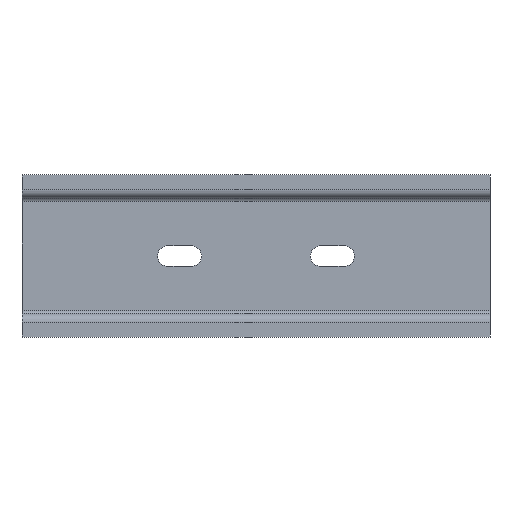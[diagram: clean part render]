
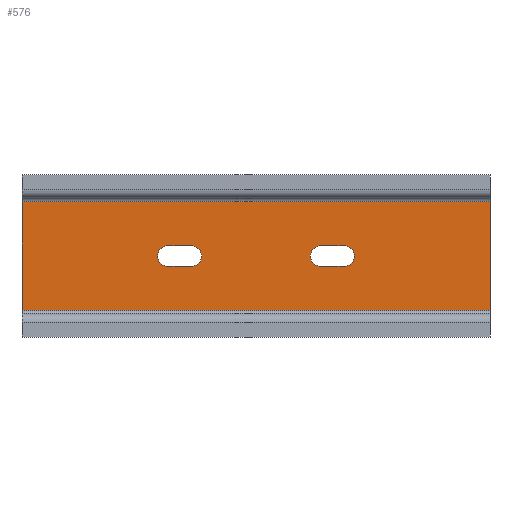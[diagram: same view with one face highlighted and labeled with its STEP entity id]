
A CAD part, top view. The second image highlights one B-rep face of the part: STEP entity #576.
In plain terms, the highlighted planar face has unit normal (0, 0, 1).
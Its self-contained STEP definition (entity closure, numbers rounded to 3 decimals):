
#15=FACE_BOUND('',#97,.T.);
#16=FACE_BOUND('',#98,.T.);
#20=CIRCLE('',#618,2.25);
#22=CIRCLE('',#622,2.25);
#24=CIRCLE('',#625,2.25);
#26=CIRCLE('',#629,2.25);
#66=FACE_OUTER_BOUND('',#96,.T.);
#96=EDGE_LOOP('',(#423,#424,#425,#426));
#97=EDGE_LOOP('',(#427,#428,#429,#430));
#98=EDGE_LOOP('',(#431,#432,#433,#434));
#121=LINE('',#847,#181);
#125=LINE('',#859,#185);
#131=LINE('',#878,#191);
#134=LINE('',#887,#194);
#140=LINE('',#907,#200);
#141=LINE('',#911,#201);
#142=LINE('',#913,#202);
#143=LINE('',#914,#203);
#181=VECTOR('',#675,10.);
#185=VECTOR('',#687,10.);
#191=VECTOR('',#707,10.);
#194=VECTOR('',#718,10.);
#200=VECTOR('',#736,10.);
#201=VECTOR('',#741,10.);
#202=VECTOR('',#742,10.);
#203=VECTOR('',#743,10.);
#241=VERTEX_POINT('',#844);
#242=VERTEX_POINT('',#846);
#244=VERTEX_POINT('',#852);
#246=VERTEX_POINT('',#858);
#249=VERTEX_POINT('',#868);
#250=VERTEX_POINT('',#870);
#252=VERTEX_POINT('',#876);
#254=VERTEX_POINT('',#882);
#261=VERTEX_POINT('',#904);
#262=VERTEX_POINT('',#906);
#263=VERTEX_POINT('',#910);
#264=VERTEX_POINT('',#912);
#297=EDGE_CURVE('',#242,#241,#121,.T.);
#300=EDGE_CURVE('',#244,#242,#20,.T.);
#303=EDGE_CURVE('',#246,#244,#125,.T.);
#306=EDGE_CURVE('',#241,#246,#22,.T.);
#309=EDGE_CURVE('',#250,#249,#24,.T.);
#313=EDGE_CURVE('',#249,#252,#131,.T.);
#316=EDGE_CURVE('',#252,#254,#26,.T.);
#318=EDGE_CURVE('',#254,#250,#134,.T.);
#327=EDGE_CURVE('',#262,#261,#140,.T.);
#329=EDGE_CURVE('',#261,#263,#141,.T.);
#330=EDGE_CURVE('',#264,#263,#142,.T.);
#331=EDGE_CURVE('',#264,#262,#143,.T.);
#423=ORIENTED_EDGE('',*,*,#329,.T.);
#424=ORIENTED_EDGE('',*,*,#330,.F.);
#425=ORIENTED_EDGE('',*,*,#331,.T.);
#426=ORIENTED_EDGE('',*,*,#327,.T.);
#427=ORIENTED_EDGE('',*,*,#297,.T.);
#428=ORIENTED_EDGE('',*,*,#306,.T.);
#429=ORIENTED_EDGE('',*,*,#303,.T.);
#430=ORIENTED_EDGE('',*,*,#300,.T.);
#431=ORIENTED_EDGE('',*,*,#309,.T.);
#432=ORIENTED_EDGE('',*,*,#313,.T.);
#433=ORIENTED_EDGE('',*,*,#316,.T.);
#434=ORIENTED_EDGE('',*,*,#318,.T.);
#552=PLANE('',#638);
#576=ADVANCED_FACE('',(#66,#15,#16),#552,.T.);
#618=AXIS2_PLACEMENT_3D('',#853,#681,#682);
#622=AXIS2_PLACEMENT_3D('',#863,#693,#694);
#625=AXIS2_PLACEMENT_3D('',#871,#700,#701);
#629=AXIS2_PLACEMENT_3D('',#884,#713,#714);
#638=AXIS2_PLACEMENT_3D('',#909,#739,#740);
#675=DIRECTION('',(1.,0.,0.));
#681=DIRECTION('center_axis',(0.,0.,-1.));
#682=DIRECTION('ref_axis',(0.,-1.,0.));
#687=DIRECTION('',(-1.,0.,0.));
#693=DIRECTION('center_axis',(0.,0.,-1.));
#694=DIRECTION('ref_axis',(0.,1.,0.));
#700=DIRECTION('center_axis',(0.,0.,-1.));
#701=DIRECTION('ref_axis',(0.,-1.,0.));
#707=DIRECTION('',(1.,0.,0.));
#713=DIRECTION('center_axis',(0.,0.,-1.));
#714=DIRECTION('ref_axis',(0.,1.,0.));
#718=DIRECTION('',(-1.,0.,0.));
#736=DIRECTION('',(1.,0.,0.));
#739=DIRECTION('center_axis',(0.,0.,1.));
#740=DIRECTION('ref_axis',(1.,0.,0.));
#741=DIRECTION('',(0.,1.,0.));
#742=DIRECTION('',(1.,0.,0.));
#743=DIRECTION('',(0.,-1.,0.));
#844=CARTESIAN_POINT('',(69.5,19.75,1.));
#846=CARTESIAN_POINT('',(64.5,19.75,1.));
#847=CARTESIAN_POINT('',(32.25,19.75,1.));
#852=CARTESIAN_POINT('',(64.5,15.25,1.));
#853=CARTESIAN_POINT('Origin',(64.5,17.5,1.));
#858=CARTESIAN_POINT('',(69.5,15.25,1.));
#859=CARTESIAN_POINT('',(34.75,15.25,1.));
#863=CARTESIAN_POINT('Origin',(69.5,17.5,1.));
#868=CARTESIAN_POINT('',(31.5,19.75,1.));
#870=CARTESIAN_POINT('',(31.5,15.25,1.));
#871=CARTESIAN_POINT('Origin',(31.5,17.5,1.));
#876=CARTESIAN_POINT('',(36.5,19.75,1.));
#878=CARTESIAN_POINT('',(15.75,19.75,1.));
#882=CARTESIAN_POINT('',(36.5,15.25,1.));
#884=CARTESIAN_POINT('Origin',(36.5,17.5,1.));
#887=CARTESIAN_POINT('',(18.25,15.25,1.));
#904=CARTESIAN_POINT('',(101.,5.8,1.));
#906=CARTESIAN_POINT('',(0.,5.8,1.));
#907=CARTESIAN_POINT('',(0.,5.8,1.));
#909=CARTESIAN_POINT('Origin',(0.,5.8,1.));
#910=CARTESIAN_POINT('',(101.,29.2,1.));
#911=CARTESIAN_POINT('',(101.,29.2,1.));
#912=CARTESIAN_POINT('',(0.,29.2,1.));
#913=CARTESIAN_POINT('',(0.,29.2,1.));
#914=CARTESIAN_POINT('',(0.,29.2,1.));
